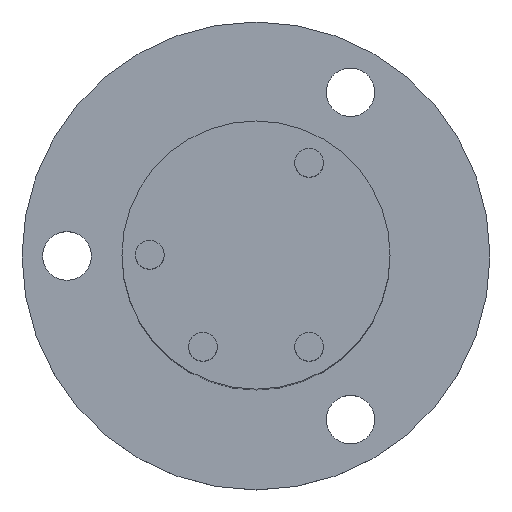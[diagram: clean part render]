
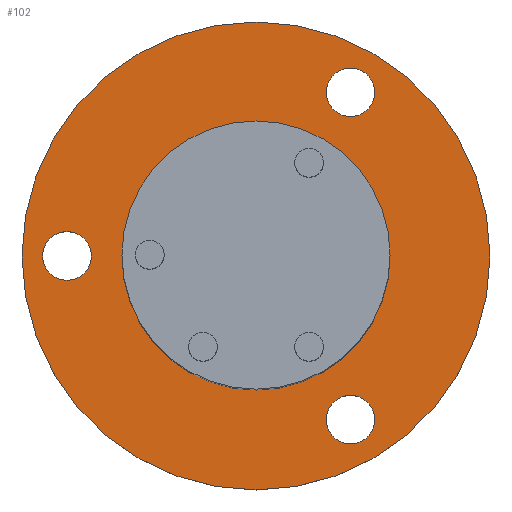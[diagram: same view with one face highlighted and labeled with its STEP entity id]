
A CAD part, top view. The second image highlights one B-rep face of the part: STEP entity #102.
In plain terms, the highlighted planar face has unit normal (0, 0, 1).
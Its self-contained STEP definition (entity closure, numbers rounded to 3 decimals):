
#36=PLANE('',#923);
#57=FACE_BOUND('',#243,.T.);
#58=FACE_BOUND('',#244,.T.);
#59=FACE_BOUND('',#245,.T.);
#60=FACE_BOUND('',#246,.T.);
#61=FACE_BOUND('',#247,.T.);
#102=ADVANCED_FACE('',(#57,#58,#59,#60,#61),#36,.F.);
#243=EDGE_LOOP('',(#456,#457));
#244=EDGE_LOOP('',(#458,#459));
#245=EDGE_LOOP('',(#460,#461));
#246=EDGE_LOOP('',(#462,#463));
#247=EDGE_LOOP('',(#464,#465));
#456=ORIENTED_EDGE('',*,*,#711,.F.);
#457=ORIENTED_EDGE('',*,*,#743,.F.);
#458=ORIENTED_EDGE('',*,*,#715,.F.);
#459=ORIENTED_EDGE('',*,*,#744,.F.);
#460=ORIENTED_EDGE('',*,*,#719,.F.);
#461=ORIENTED_EDGE('',*,*,#745,.F.);
#462=ORIENTED_EDGE('',*,*,#727,.F.);
#463=ORIENTED_EDGE('',*,*,#746,.F.);
#464=ORIENTED_EDGE('',*,*,#725,.T.);
#465=ORIENTED_EDGE('',*,*,#747,.T.);
#636=VERTEX_POINT('',#1393);
#637=VERTEX_POINT('',#1394);
#640=VERTEX_POINT('',#1402);
#641=VERTEX_POINT('',#1403);
#644=VERTEX_POINT('',#1411);
#645=VERTEX_POINT('',#1412);
#650=VERTEX_POINT('',#1423);
#651=VERTEX_POINT('',#1425);
#652=VERTEX_POINT('',#1429);
#653=VERTEX_POINT('',#1430);
#711=EDGE_CURVE('',#636,#637,#799,.T.);
#715=EDGE_CURVE('',#640,#641,#801,.T.);
#719=EDGE_CURVE('',#644,#645,#803,.T.);
#725=EDGE_CURVE('',#651,#650,#806,.T.);
#727=EDGE_CURVE('',#652,#653,#807,.T.);
#743=EDGE_CURVE('',#637,#636,#819,.T.);
#744=EDGE_CURVE('',#641,#640,#820,.T.);
#745=EDGE_CURVE('',#645,#644,#821,.T.);
#746=EDGE_CURVE('',#653,#652,#822,.T.);
#747=EDGE_CURVE('',#650,#651,#823,.T.);
#799=CIRCLE('',#889,2.7);
#801=CIRCLE('',#892,2.7);
#803=CIRCLE('',#895,2.7);
#806=CIRCLE('',#899,14.9);
#807=CIRCLE('',#901,26.);
#819=CIRCLE('',#918,2.7);
#820=CIRCLE('',#919,2.7);
#821=CIRCLE('',#920,2.7);
#822=CIRCLE('',#921,26.);
#823=CIRCLE('',#922,14.9);
#889=AXIS2_PLACEMENT_3D('',#1392,#1085,#1086);
#892=AXIS2_PLACEMENT_3D('',#1401,#1093,#1094);
#895=AXIS2_PLACEMENT_3D('',#1410,#1101,#1102);
#899=AXIS2_PLACEMENT_3D('',#1424,#1112,#1113);
#901=AXIS2_PLACEMENT_3D('',#1428,#1117,#1118);
#918=AXIS2_PLACEMENT_3D('',#1457,#1155,#1156);
#919=AXIS2_PLACEMENT_3D('',#1458,#1157,#1158);
#920=AXIS2_PLACEMENT_3D('',#1459,#1159,#1160);
#921=AXIS2_PLACEMENT_3D('',#1460,#1161,#1162);
#922=AXIS2_PLACEMENT_3D('',#1461,#1163,#1164);
#923=AXIS2_PLACEMENT_3D('',#1462,#1165,#1166);
#1085=DIRECTION('',(0.,0.,1.));
#1086=DIRECTION('',(-1.,0.,0.));
#1093=DIRECTION('',(0.,0.,1.));
#1094=DIRECTION('',(-1.,0.,0.));
#1101=DIRECTION('',(0.,0.,1.));
#1102=DIRECTION('',(-1.,0.,0.));
#1112=DIRECTION('',(0.,0.,-1.));
#1113=DIRECTION('',(-1.,0.,0.));
#1117=DIRECTION('',(0.,0.,-1.));
#1118=DIRECTION('',(-1.,0.,0.));
#1155=DIRECTION('',(0.,0.,1.));
#1156=DIRECTION('',(-1.,0.,0.));
#1157=DIRECTION('',(0.,0.,1.));
#1158=DIRECTION('',(-1.,0.,0.));
#1159=DIRECTION('',(0.,0.,1.));
#1160=DIRECTION('',(-1.,0.,0.));
#1161=DIRECTION('',(0.,0.,-1.));
#1162=DIRECTION('',(-1.,0.,0.));
#1163=DIRECTION('',(0.,0.,-1.));
#1164=DIRECTION('',(-1.,0.,0.));
#1165=DIRECTION('',(0.,0.,-1.));
#1166=DIRECTION('',(1.,0.,0.));
#1392=CARTESIAN_POINT('',(10.5,18.187,16.2));
#1393=CARTESIAN_POINT('',(7.8,18.187,16.2));
#1394=CARTESIAN_POINT('',(13.2,18.187,16.2));
#1401=CARTESIAN_POINT('',(10.5,-18.187,16.2));
#1402=CARTESIAN_POINT('',(7.8,-18.187,16.2));
#1403=CARTESIAN_POINT('',(13.2,-18.187,16.2));
#1410=CARTESIAN_POINT('',(-21.,0.,16.2));
#1411=CARTESIAN_POINT('',(-23.7,0.,16.2));
#1412=CARTESIAN_POINT('',(-18.3,0.,16.2));
#1423=CARTESIAN_POINT('',(14.9,0.,16.2));
#1424=CARTESIAN_POINT('',(0.,0.,16.2));
#1425=CARTESIAN_POINT('',(-14.9,0.,16.2));
#1428=CARTESIAN_POINT('',(0.,0.,16.2));
#1429=CARTESIAN_POINT('',(-26.,0.,16.2));
#1430=CARTESIAN_POINT('',(26.,0.,16.2));
#1457=CARTESIAN_POINT('',(10.5,18.187,16.2));
#1458=CARTESIAN_POINT('',(10.5,-18.187,16.2));
#1459=CARTESIAN_POINT('',(-21.,0.,16.2));
#1460=CARTESIAN_POINT('',(0.,0.,16.2));
#1461=CARTESIAN_POINT('',(0.,0.,16.2));
#1462=CARTESIAN_POINT('',(0.,0.,16.2));
